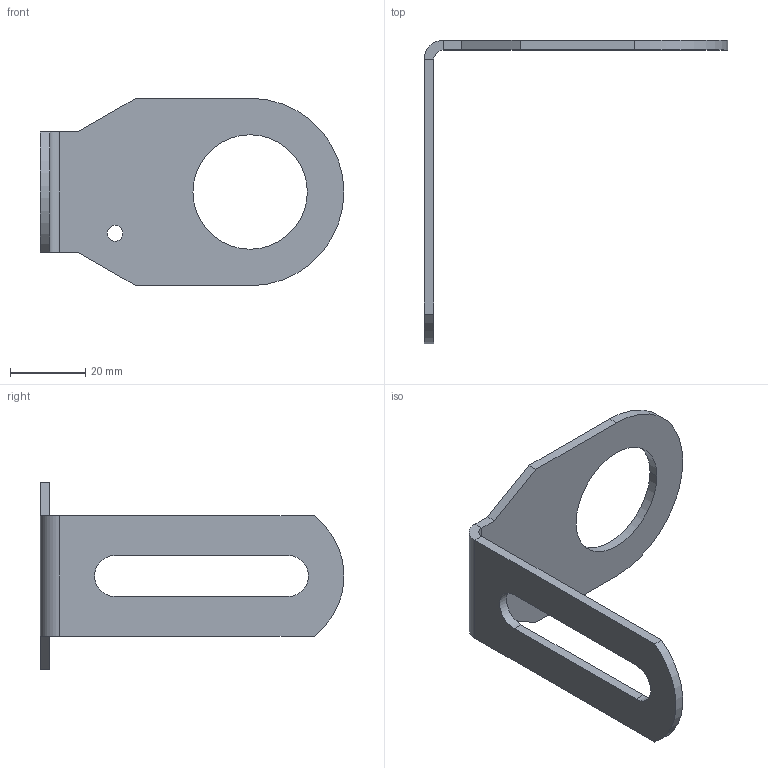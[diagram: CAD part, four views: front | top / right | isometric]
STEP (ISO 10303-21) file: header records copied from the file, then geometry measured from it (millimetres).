
FILE_DESCRIPTION((''),'2;1');
FILE_NAME('170838_ASM','2013-03-01T',('banengservice'),('BANNER ENGINEERING'),'PRO/ENGINEER BY PARAMETRIC TECHNOLOGY CORPORATION, 2009141','PRO/ENGINEER BY PARAMETRIC TECHNOLOGY CORPORATION, 2009141','');
FILE_SCHEMA(('CONFIG_CONTROL_DESIGN'));
Length unit declared in the file: millimetre
Products named in the file (2): 168560; 170838_ASM
Assembly tree (1 placements, depth 2):
  170838_ASM
    168560
Bounding box: 81 x 80.93 x 50 mm (x, y, z)
Volume: 11684.7 mm3; surface area: 10562.4 mm2
Topology: 1 solids, 1 shells, 26 faces, 64 edges, 40 vertices
Faces by surface type: plane 16, cylinder 10
Entity records: 843 total; most frequent: DIRECTION 142, CARTESIAN_POINT 133, ORIENTED_EDGE 128, EDGE_CURVE 64, AXIS2_PLACEMENT_3D 49, VECTOR 44, LINE 44, VERTEX_POINT 40
